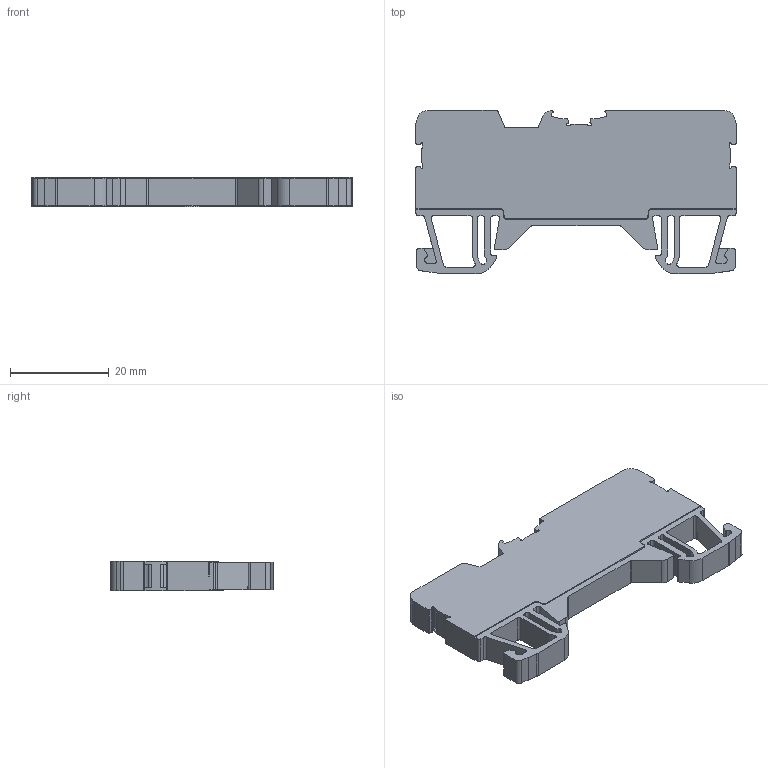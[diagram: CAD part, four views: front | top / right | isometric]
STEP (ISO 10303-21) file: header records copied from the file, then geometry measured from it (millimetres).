
FILE_DESCRIPTION (( 'STEP AP203' ), '1' );
FILE_NAME ('OPK 2,5 - 1 Giriþ 2 Çýkýþ.STEP', '2018-11-23T13:24:45', ( '' ), ( '' ), 'SwSTEP 2.0', 'SolidWorks 2011', '' );
FILE_SCHEMA (( 'CONFIG_CONTROL_DESIGN' ));
Length unit declared in the file: millimetre
Products named in the file (1): OPK 2,5 - 1 Giriþ 2 Çýkýþ
Bounding box: 64.8 x 33 x 5.9 mm (x, y, z)
Volume: 8818.5 mm3; surface area: 6149.1 mm2
Topology: 1 solids, 1 shells, 455 faces, 1321 edges, 875 vertices
Faces by surface type: plane 249, cylinder 200, torus 6
Entity records: 15255 total; most frequent: CARTESIAN_POINT 2760, ORIENTED_EDGE 2642, DIRECTION 2635, EDGE_CURVE 1321, LINE 889, VECTOR 889, VERTEX_POINT 875, AXIS2_PLACEMENT_3D 873
